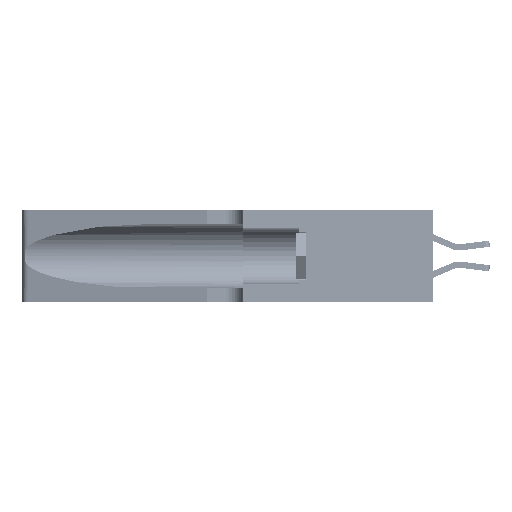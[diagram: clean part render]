
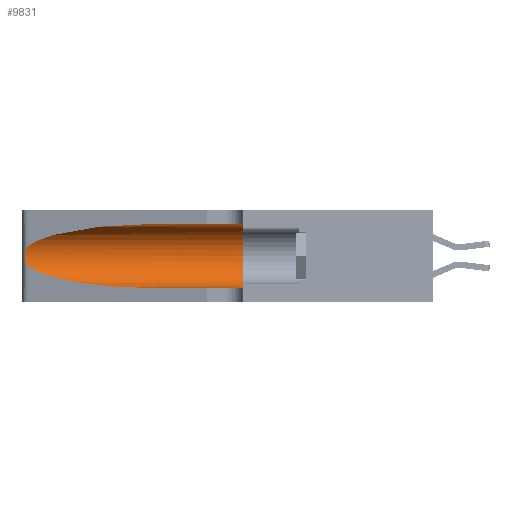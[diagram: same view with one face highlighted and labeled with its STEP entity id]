
A CAD part, left-side view. The second image highlights one B-rep face of the part: STEP entity #9831.
In plain terms, the highlighted cylindrical face has radius 3.308 mm (diameter 6.617 mm), a partial arc.
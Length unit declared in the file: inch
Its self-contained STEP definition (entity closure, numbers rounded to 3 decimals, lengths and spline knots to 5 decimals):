
#715 = EDGE_CURVE ( 'NONE', #35339, #8534, #28826, .T. ) ;
#1425 = ORIENTED_EDGE ( 'NONE', *, *, #53745, .F. ) ;
#1788 = CARTESIAN_POINT ( 'NONE',  ( 0.25639, 1.23184, 0.21858 ) ) ;
#5275 = CARTESIAN_POINT ( 'NONE',  ( 0.2373, 1.15595, 0.28018 ) ) ;
#5298 = CARTESIAN_POINT ( 'NONE',  ( 0.18966, 0.96281, 0.05475 ) ) ;
#5957 = CYLINDRICAL_SURFACE ( 'NONE', #44169, 0.13025 ) ;
#6675 = LINE ( 'NONE', #7328, #47448 ) ;
#7328 = CARTESIAN_POINT ( 'NONE',  ( 0.1305, 1.61858, 0.05475 ) ) ;
#8534 = VERTEX_POINT ( 'NONE', #35802 ) ;
#9831 = ADVANCED_FACE ( 'NONE', ( #34925 ), #5957, .F. ) ;
#10199 = CARTESIAN_POINT ( 'NONE',  ( 0.1305, 0.35, 0.31525 ) ) ;
#12210 = ORIENTED_EDGE ( 'NONE', *, *, #715, .T. ) ;
#13579 = CARTESIAN_POINT ( 'NONE',  ( 0.1305, 0.72297, 0.31525 ) ) ;
#13959 = CARTESIAN_POINT ( 'NONE',  ( 0.2373, 1.15595, 0.08982 ) ) ;
#14027 = CARTESIAN_POINT ( 'NONE',  ( 0.1305, 1.61858, 0.185 ) ) ;
#14310 = CARTESIAN_POINT ( 'NONE',  ( 0.25555, 1.22994, 0.2215 ) ) ;
#14397 = AXIS2_PLACEMENT_3D ( 'NONE', #54211, #32933, #41202 ) ;
#14493 = CARTESIAN_POINT ( 'NONE',  ( 0.26075, 1.23896, 0.19203 ) ) ;
#16155 = ORIENTED_EDGE ( 'NONE', *, *, #47025, .T. ) ;
#17873 = EDGE_CURVE ( 'NONE', #50087, #34487, #53174, .T. ) ;
#18627 = DIRECTION ( 'NONE',  ( 0., -1., 0. ) ) ;
#18727 = CARTESIAN_POINT ( 'NONE',  ( 0.25856, 1.23593, 0.16098 ) ) ;
#19815 = CARTESIAN_POINT ( 'NONE',  ( 0.25555, 1.22993, 0.14849 ) ) ;
#22925 = CARTESIAN_POINT ( 'NONE',  ( 0.25639, 1.23186, 0.15144 ) ) ;
#23033 = CARTESIAN_POINT ( 'NONE',  ( 0.1305, 0.72297, 0.05475 ) ) ;
#25228 = CIRCLE ( 'NONE', #14397, 0.13025 ) ;
#28826 =( BOUNDED_CURVE ( )  B_SPLINE_CURVE ( 3, ( #13579, #51434, #5275, #42984 ),
 .UNSPECIFIED., .F., .T. ) 
 B_SPLINE_CURVE_WITH_KNOTS ( ( 4, 4 ),
 ( 1.5708, 2.84003 ),
 .UNSPECIFIED. ) 
 CURVE ( )  GEOMETRIC_REPRESENTATION_ITEM ( )  RATIONAL_B_SPLINE_CURVE ( ( 1., 0.87, 0.87, 1. ) ) 
 REPRESENTATION_ITEM ( '' )  );
#30878 = EDGE_CURVE ( 'NONE', #8534, #50087, #53155, .T. ) ;
#31219 = CARTESIAN_POINT ( 'NONE',  ( 0.25854, 1.2359, 0.20912 ) ) ;
#32399 = ORIENTED_EDGE ( 'NONE', *, *, #46010, .F. ) ;
#32519 = EDGE_LOOP ( 'NONE', ( #12210, #39777, #37716, #16155, #1425, #32399 ) ) ;
#32933 = DIRECTION ( 'NONE',  ( 0., 1., 0. ) ) ;
#34487 = VERTEX_POINT ( 'NONE', #23033 ) ;
#34925 = FACE_OUTER_BOUND ( 'NONE', #32519, .T. ) ;
#35089 = CARTESIAN_POINT ( 'NONE',  ( 0.25487, 1.22718, 0.14631 ) ) ;
#35155 = DIRECTION ( 'NONE',  ( 0., 0., -1. ) ) ;
#35339 = VERTEX_POINT ( 'NONE', #49787 ) ;
#35428 = CARTESIAN_POINT ( 'NONE',  ( 0.26018, 1.23835, 0.19895 ) ) ;
#35728 = VECTOR ( 'NONE', #46551, 39.37008 ) ;
#35791 = CARTESIAN_POINT ( 'NONE',  ( 0.26017, 1.23833, 0.17102 ) ) ;
#35802 = CARTESIAN_POINT ( 'NONE',  ( 0.25487, 1.22718, 0.22369 ) ) ;
#37716 = ORIENTED_EDGE ( 'NONE', *, *, #17873, .T. ) ;
#38692 = VERTEX_POINT ( 'NONE', #51724 ) ;
#39503 = CARTESIAN_POINT ( 'NONE',  ( 0.25487, 1.22718, 0.22369 ) ) ;
#39777 = ORIENTED_EDGE ( 'NONE', *, *, #30878, .T. ) ;
#41202 = DIRECTION ( 'NONE',  ( 0., 0., 1. ) ) ;
#42147 = CARTESIAN_POINT ( 'NONE',  ( 0.25487, 1.22718, 0.14631 ) ) ;
#42834 = CARTESIAN_POINT ( 'NONE',  ( 0.1305, 0.72297, 0.05475 ) ) ;
#42984 = CARTESIAN_POINT ( 'NONE',  ( 0.25487, 1.22718, 0.22369 ) ) ;
#43889 = CARTESIAN_POINT ( 'NONE',  ( 0.26075, 1.23896, 0.178 ) ) ;
#44169 = AXIS2_PLACEMENT_3D ( 'NONE', #14027, #18627, #35155 ) ;
#44433 = CARTESIAN_POINT ( 'NONE',  ( 0.25487, 1.22718, 0.14631 ) ) ;
#45643 = VERTEX_POINT ( 'NONE', #10199 ) ;
#46010 = EDGE_CURVE ( 'NONE', #35339, #45643, #50879, .T. ) ;
#46371 = CARTESIAN_POINT ( 'NONE',  ( 0.1305, 1.61858, 0.31525 ) ) ;
#46551 = DIRECTION ( 'NONE',  ( 0., -1., 0. ) ) ;
#47025 = EDGE_CURVE ( 'NONE', #34487, #38692, #6675, .T. ) ;
#47448 = VECTOR ( 'NONE', #53448, 39.37008 ) ;
#48127 = CARTESIAN_POINT ( 'NONE',  ( 0.25789, 1.23486, 0.15765 ) ) ;
#49787 = CARTESIAN_POINT ( 'NONE',  ( 0.1305, 0.72297, 0.31525 ) ) ;
#50087 = VERTEX_POINT ( 'NONE', #42147 ) ;
#50879 = LINE ( 'NONE', #46371, #35728 ) ;
#51434 = CARTESIAN_POINT ( 'NONE',  ( 0.18966, 0.96281, 0.31525 ) ) ;
#51724 = CARTESIAN_POINT ( 'NONE',  ( 0.1305, 0.35, 0.05475 ) ) ;
#52175 = CARTESIAN_POINT ( 'NONE',  ( 0.25787, 1.23484, 0.2124 ) ) ;
#53155 = B_SPLINE_CURVE_WITH_KNOTS ( 'NONE', 3,
 ( #39503, #14310, #1788, #52175, #31219, #35428, #14493, #43889, #35791, #18727, #48127, #22925, #19815, #44433 ),
 .UNSPECIFIED., .F., .F.,
 ( 4, 2, 2, 2, 2, 2, 4 ),
 ( 0., 0.00027, 0.00053, 0.00107, 0.0016, 0.00187, 0.00214 ),
 .UNSPECIFIED. ) ;
#53174 =( BOUNDED_CURVE ( )  B_SPLINE_CURVE ( 3, ( #35089, #13959, #5298, #42834 ),
 .UNSPECIFIED., .F., .T. ) 
 B_SPLINE_CURVE_WITH_KNOTS ( ( 4, 4 ),
 ( 3.44316, 4.71239 ),
 .UNSPECIFIED. ) 
 CURVE ( )  GEOMETRIC_REPRESENTATION_ITEM ( )  RATIONAL_B_SPLINE_CURVE ( ( 1., 0.87, 0.87, 1. ) ) 
 REPRESENTATION_ITEM ( '' )  );
#53448 = DIRECTION ( 'NONE',  ( 0., -1., 0. ) ) ;
#53745 = EDGE_CURVE ( 'NONE', #45643, #38692, #25228, .T. ) ;
#54211 = CARTESIAN_POINT ( 'NONE',  ( 0.1305, 0.35, 0.185 ) ) ;
